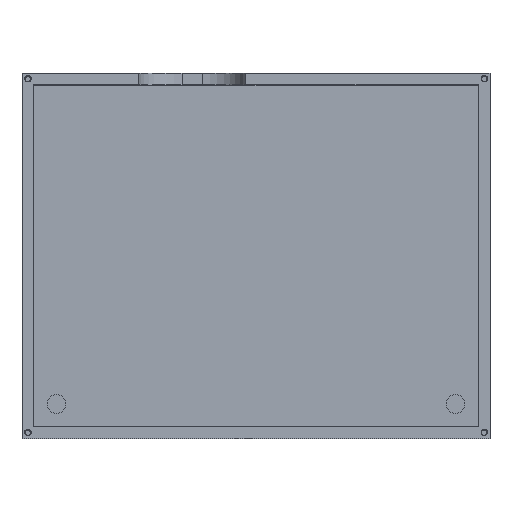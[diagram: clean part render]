
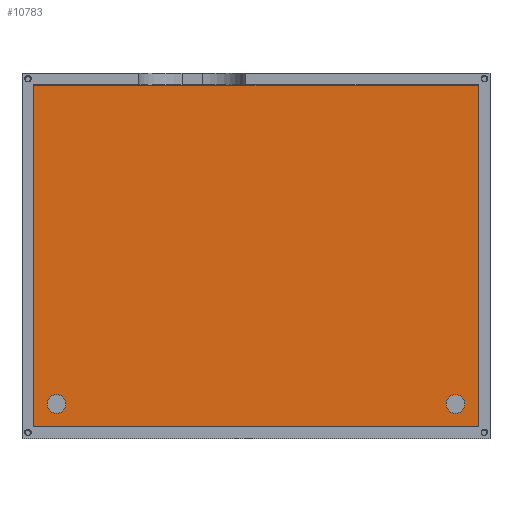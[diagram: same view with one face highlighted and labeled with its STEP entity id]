
A CAD part, top view. The second image highlights one B-rep face of the part: STEP entity #10783.
In plain terms, the highlighted planar face has unit normal (0, 0, 1).
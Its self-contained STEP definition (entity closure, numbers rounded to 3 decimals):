
#52=FACE_BOUND('',#1669,.T.);
#53=FACE_BOUND('',#1670,.T.);
#471=PLANE('',#11135);
#1053=FACE_OUTER_BOUND('',#1668,.T.);
#1668=EDGE_LOOP('',(#9981,#9982,#9983,#9984));
#1669=EDGE_LOOP('',(#9985));
#1670=EDGE_LOOP('',(#9986));
#1714=CIRCLE('',#11005,1.6);
#1716=CIRCLE('',#11009,1.6);
#3310=LINE('',#29896,#4043);
#3311=LINE('',#29898,#4044);
#3312=LINE('',#29900,#4045);
#3313=LINE('',#29901,#4046);
#4043=VECTOR('',#12530,10.);
#4044=VECTOR('',#12531,10.);
#4045=VECTOR('',#12532,10.);
#4046=VECTOR('',#12533,10.);
#4398=VERTEX_POINT('',#23007);
#4400=VERTEX_POINT('',#23014);
#5139=VERTEX_POINT('',#29894);
#5140=VERTEX_POINT('',#29895);
#5141=VERTEX_POINT('',#29897);
#5142=VERTEX_POINT('',#29899);
#5661=EDGE_CURVE('',#4398,#4398,#1714,.T.);
#5664=EDGE_CURVE('',#4400,#4400,#1716,.T.);
#6768=EDGE_CURVE('',#5139,#5140,#3310,.T.);
#6769=EDGE_CURVE('',#5141,#5139,#3311,.T.);
#6770=EDGE_CURVE('',#5142,#5141,#3312,.T.);
#6771=EDGE_CURVE('',#5140,#5142,#3313,.T.);
#9981=ORIENTED_EDGE('',*,*,#6768,.F.);
#9982=ORIENTED_EDGE('',*,*,#6769,.F.);
#9983=ORIENTED_EDGE('',*,*,#6770,.F.);
#9984=ORIENTED_EDGE('',*,*,#6771,.F.);
#9985=ORIENTED_EDGE('',*,*,#5661,.T.);
#9986=ORIENTED_EDGE('',*,*,#5664,.T.);
#10783=ADVANCED_FACE('',(#1053,#52,#53),#471,.T.);
#11005=AXIS2_PLACEMENT_3D('',#23009,#11714,#11715);
#11009=AXIS2_PLACEMENT_3D('',#23016,#11723,#11724);
#11135=AXIS2_PLACEMENT_3D('',#29893,#12528,#12529);
#11714=DIRECTION('center_axis',(0.,0.,-1.));
#11715=DIRECTION('ref_axis',(-1.,0.,0.));
#11723=DIRECTION('center_axis',(0.,0.,-1.));
#11724=DIRECTION('ref_axis',(-1.,0.,0.));
#12528=DIRECTION('center_axis',(0.,0.,1.));
#12529=DIRECTION('ref_axis',(1.,0.,0.));
#12530=DIRECTION('',(0.,1.,0.));
#12531=DIRECTION('',(-1.,0.,0.));
#12532=DIRECTION('',(0.,-1.,0.));
#12533=DIRECTION('',(1.,0.,0.));
#23007=CARTESIAN_POINT('',(5.584,3.984,3.));
#23009=CARTESIAN_POINT('Origin',(3.984,3.984,3.));
#23014=CARTESIAN_POINT('',(74.562,3.984,3.));
#23016=CARTESIAN_POINT('Origin',(72.962,3.984,3.));
#29893=CARTESIAN_POINT('Origin',(38.473,29.579,3.));
#29894=CARTESIAN_POINT('',(0.,0.,3.));
#29895=CARTESIAN_POINT('',(0.,59.158,3.));
#29896=CARTESIAN_POINT('',(0.,14.79,3.));
#29897=CARTESIAN_POINT('',(76.946,0.,3.));
#29898=CARTESIAN_POINT('',(57.709,0.,3.));
#29899=CARTESIAN_POINT('',(76.946,59.158,3.));
#29900=CARTESIAN_POINT('',(76.946,44.369,3.));
#29901=CARTESIAN_POINT('',(19.236,59.158,3.));
